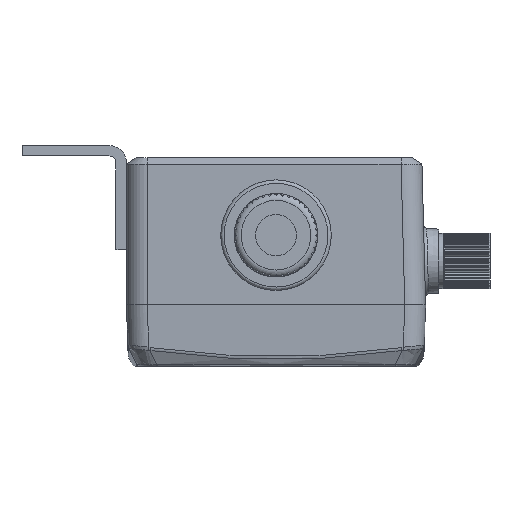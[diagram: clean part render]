
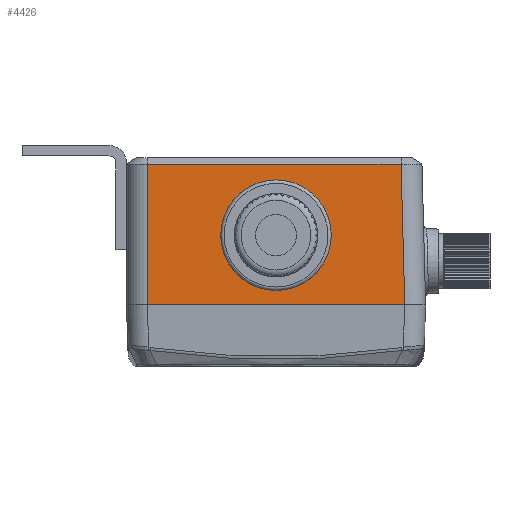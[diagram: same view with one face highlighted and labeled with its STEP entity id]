
A CAD part, front view. The second image highlights one B-rep face of the part: STEP entity #4426.
In plain terms, the highlighted planar face has unit normal (0, -1, 0).
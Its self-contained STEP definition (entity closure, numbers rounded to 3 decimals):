
#4002=FACE_BOUND('',#10288,.T.);
#4003=FACE_BOUND('',#10289,.T.);
#4426=ADVANCED_FACE('',(#4002,#4003),#6618,.T.);
#6618=PLANE('',#44556);
#10288=EDGE_LOOP('',(#14396,#14397,#14398,#14399));
#10289=EDGE_LOOP('',(#14400));
#12722=CIRCLE('',#44555,5.5);
#14396=ORIENTED_EDGE('',*,*,#30222,.T.);
#14397=ORIENTED_EDGE('',*,*,#30223,.T.);
#14398=ORIENTED_EDGE('',*,*,#30224,.T.);
#14399=ORIENTED_EDGE('',*,*,#30225,.F.);
#14400=ORIENTED_EDGE('',*,*,#30226,.F.);
#26155=VERTEX_POINT('',#61905);
#26156=VERTEX_POINT('',#61906);
#26157=VERTEX_POINT('',#61908);
#26158=VERTEX_POINT('',#61910);
#26159=VERTEX_POINT('',#61913);
#30222=EDGE_CURVE('',#26155,#26156,#36021,.T.);
#30223=EDGE_CURVE('',#26156,#26157,#36022,.T.);
#30224=EDGE_CURVE('',#26157,#26158,#36023,.T.);
#30225=EDGE_CURVE('',#26155,#26158,#36024,.T.);
#30226=EDGE_CURVE('',#26159,#26159,#12722,.T.);
#36021=LINE('',#61904,#40290);
#36022=LINE('',#61907,#40291);
#36023=LINE('',#61909,#40292);
#36024=LINE('',#61911,#40293);
#40290=VECTOR('',#48429,1.);
#40291=VECTOR('',#48430,1.);
#40292=VECTOR('',#48431,1.);
#40293=VECTOR('',#48432,1.);
#44555=AXIS2_PLACEMENT_3D('',#61912,#48433,#48434);
#44556=AXIS2_PLACEMENT_3D('',#61914,#48435,#48436);
#48429=DIRECTION('',(-0.026,0.,1.));
#48430=DIRECTION('',(-1.,0.,0.));
#48431=DIRECTION('',(0.,0.,-1.));
#48432=DIRECTION('',(-1.,0.,0.));
#48433=DIRECTION('',(0.,-1.,0.));
#48434=DIRECTION('',(0.,0.,-1.));
#48435=DIRECTION('',(0.,-1.,0.));
#48436=DIRECTION('',(0.,0.,1.));
#61904=CARTESIAN_POINT('',(-135.802,191.25,0.821));
#61905=CARTESIAN_POINT('',(-135.78,191.25,-0.016));
#61906=CARTESIAN_POINT('',(-136.307,191.25,20.14));
#61907=CARTESIAN_POINT('',(-167.779,191.25,20.14));
#61908=CARTESIAN_POINT('',(-172.779,191.25,20.14));
#61909=CARTESIAN_POINT('',(-172.779,191.25,-0.016));
#61910=CARTESIAN_POINT('',(-172.779,191.25,-0.016));
#61911=CARTESIAN_POINT('',(-167.779,191.25,-0.016));
#61912=CARTESIAN_POINT('',(-154.279,191.25,10.146));
#61913=CARTESIAN_POINT('',(-154.279,191.25,4.646));
#61914=CARTESIAN_POINT('',(-167.779,191.25,-0.016));
